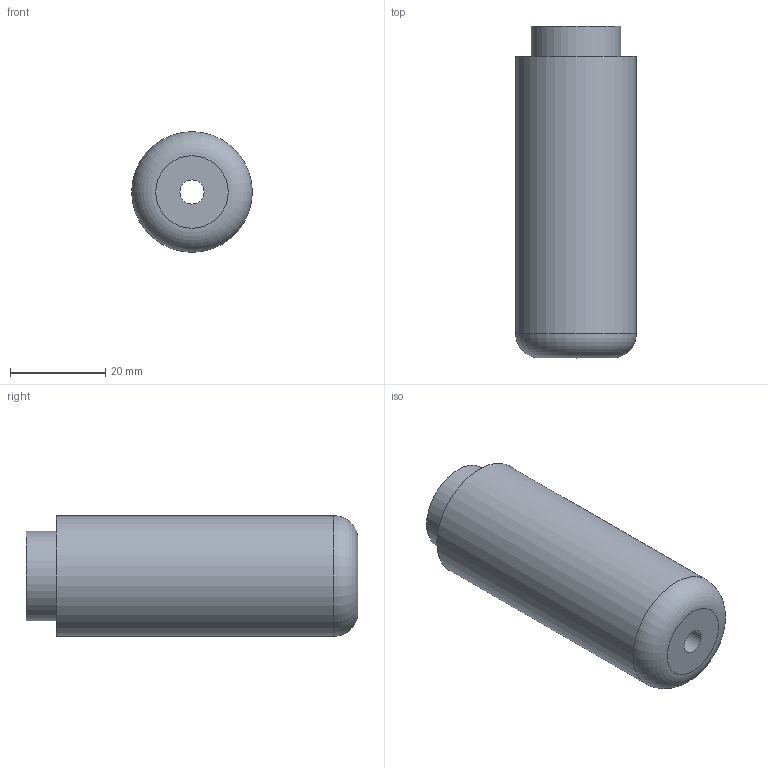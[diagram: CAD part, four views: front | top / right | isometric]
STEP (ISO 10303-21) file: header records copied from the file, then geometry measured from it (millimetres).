
FILE_DESCRIPTION(/* description */ (''),/* implementation_level */ '2;1');
FILE_NAME(/* name */ 'Thumb Switch Cap v3.step',/* time_stamp */ '2023-07-08T10:58:42-05:00',/* author */ (''),/* organization */ (''),/* preprocessor_version */ 'ST-DEVELOPER v19.2',/* originating_system */ 'Autodesk Translation Framework v12.6.0.85',/* authorisation */ '');
FILE_SCHEMA (('AUTOMOTIVE_DESIGN { 1 0 10303 214 3 1 1 }'));
Length unit declared in the file: inch
Products named in the file (1): Thumb Switch Cap
Bounding box: 25.4 x 69.85 x 25.4 mm (x, y, z)
Volume: 17505.3 mm3; surface area: 9866.5 mm2
Topology: 1 solids, 1 shells, 13 faces, 22 edges, 14 vertices
Faces by surface type: plane 5, cylinder 5, cone 1, torus 1, bspline 1
Full cylindrical faces by diameter (mm): 5.08 x1, 15.875 x1, 18.796 x2, 25.4 x1
Entity records: 506 total; most frequent: CARTESIAN_POINT 206, DIRECTION 58, ORIENTED_EDGE 44, AXIS2_PLACEMENT_3D 26, EDGE_CURVE 22, EDGE_LOOP 18, VERTEX_POINT 14, FACE_OUTER_BOUND 13
